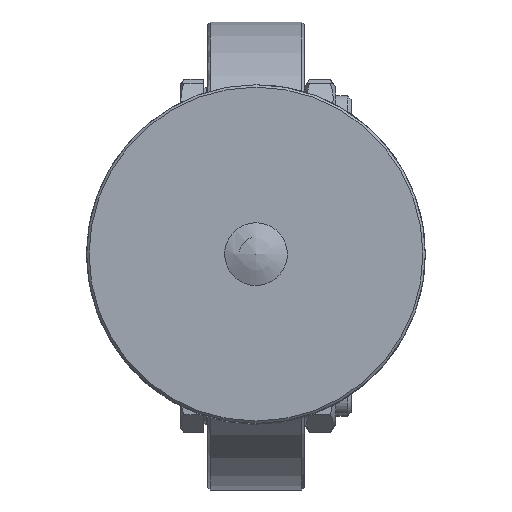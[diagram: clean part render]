
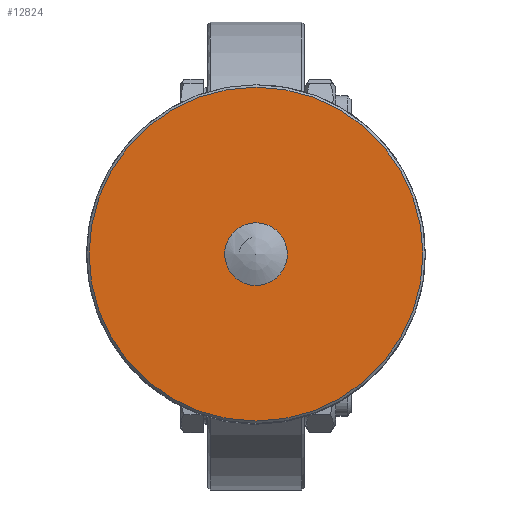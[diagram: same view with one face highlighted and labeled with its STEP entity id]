
A CAD part, top view. The second image highlights one B-rep face of the part: STEP entity #12824.
In plain terms, the highlighted planar face has unit normal (0, 0, 1).
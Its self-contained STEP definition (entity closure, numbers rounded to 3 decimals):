
#925=FACE_BOUND('',#3077,.T.);
#1570=CIRCLE('',#14186,6.5);
#1571=CIRCLE('',#14187,6.5);
#1586=CIRCLE('',#14210,34.6);
#1587=CIRCLE('',#14211,34.6);
#2300=FACE_OUTER_BOUND('',#3076,.T.);
#3076=EDGE_LOOP('',(#10798,#10799));
#3077=EDGE_LOOP('',(#10800,#10801));
#5576=VERTEX_POINT('',#24046);
#5577=VERTEX_POINT('',#24048);
#5596=VERTEX_POINT('',#24099);
#5597=VERTEX_POINT('',#24100);
#7338=EDGE_CURVE('',#5577,#5576,#1570,.T.);
#7339=EDGE_CURVE('',#5576,#5577,#1571,.T.);
#7362=EDGE_CURVE('',#5596,#5597,#1586,.T.);
#7363=EDGE_CURVE('',#5597,#5596,#1587,.T.);
#10798=ORIENTED_EDGE('',*,*,#7362,.T.);
#10799=ORIENTED_EDGE('',*,*,#7363,.T.);
#10800=ORIENTED_EDGE('',*,*,#7338,.T.);
#10801=ORIENTED_EDGE('',*,*,#7339,.T.);
#11431=PLANE('',#14215);
#12824=ADVANCED_FACE('',(#2300,#925),#11431,.T.);
#14186=AXIS2_PLACEMENT_3D('',#24049,#17499,#17500);
#14187=AXIS2_PLACEMENT_3D('',#24050,#17501,#17502);
#14210=AXIS2_PLACEMENT_3D('',#24101,#17555,#17556);
#14211=AXIS2_PLACEMENT_3D('',#24102,#17557,#17558);
#14215=AXIS2_PLACEMENT_3D('',#24110,#17566,#17567);
#17499=DIRECTION('center_axis',(0.,0.,
-1.));
#17500=DIRECTION('ref_axis',(1.,0.,0.));
#17501=DIRECTION('center_axis',(0.,0.,
-1.));
#17502=DIRECTION('ref_axis',(1.,0.,0.));
#17555=DIRECTION('center_axis',(0.,0.,
1.));
#17556=DIRECTION('ref_axis',(1.,0.,0.));
#17557=DIRECTION('center_axis',(0.,0.,
1.));
#17558=DIRECTION('ref_axis',(1.,0.,0.));
#17566=DIRECTION('center_axis',(0.,0.,
1.));
#17567=DIRECTION('ref_axis',(1.,0.,0.));
#24046=CARTESIAN_POINT('',(-6.5,-0.037,225.5));
#24048=CARTESIAN_POINT('',(0.037,-6.5,225.5));
#24049=CARTESIAN_POINT('Origin',(0.,0.,
225.5));
#24050=CARTESIAN_POINT('Origin',(0.,0.,
225.5));
#24099=CARTESIAN_POINT('',(34.6,0.,225.5));
#24100=CARTESIAN_POINT('',(-34.6,0.,225.5));
#24101=CARTESIAN_POINT('Origin',(0.,0.,
225.5));
#24102=CARTESIAN_POINT('Origin',(0.,0.,
225.5));
#24110=CARTESIAN_POINT('Origin',(0.,-17.55,
225.5));
